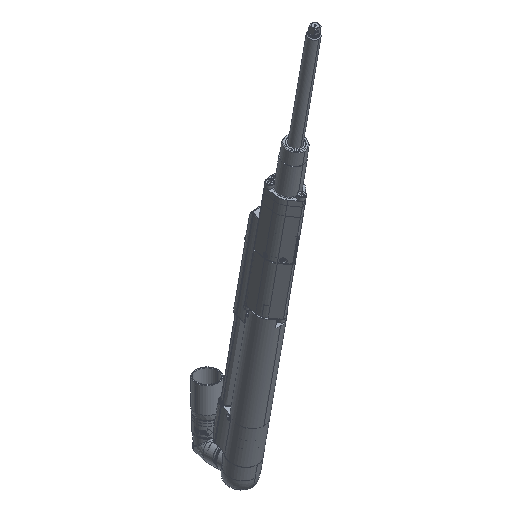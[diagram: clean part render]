
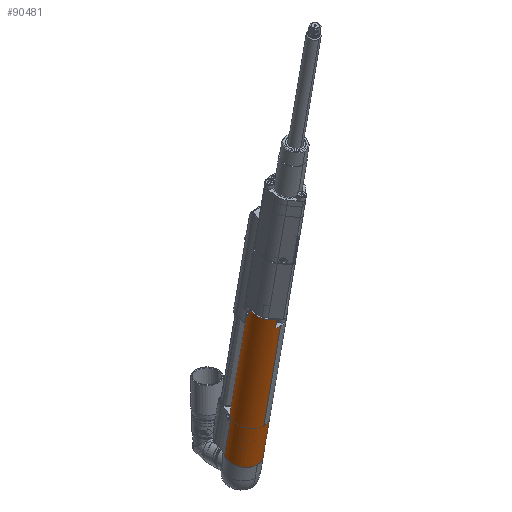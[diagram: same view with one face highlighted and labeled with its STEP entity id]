
A CAD part, isometric view. The second image highlights one B-rep face of the part: STEP entity #90481.
In plain terms, the highlighted cylindrical face has radius 21 mm (diameter 42 mm), a partial arc.
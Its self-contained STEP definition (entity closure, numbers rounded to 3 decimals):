
#59969=DIRECTION('',(0.,0.,1.));
#59970=VECTOR('',#59969,13.);
#59971=CARTESIAN_POINT('',(-8.944,19.,0.));
#59972=LINE('',#59971,#59970);
#59973=CARTESIAN_POINT('',(0.,0.,13.));
#59974=DIRECTION('',(0.,0.,1.));
#59975=DIRECTION('',(-0.905,0.426,0.));
#59976=AXIS2_PLACEMENT_3D('',#59973,#59974,#59975);
#59978=CARTESIAN_POINT('',(18.418,10.088,-198.5));
#59979=CARTESIAN_POINT('',(18.73,9.52,
-198.675));
#59980=CARTESIAN_POINT('',(19.277,8.395,
-199.01));
#59981=CARTESIAN_POINT('',(19.896,6.791,
-199.379));
#59982=CARTESIAN_POINT('',(20.216,5.71,-199.5));
#59983=CARTESIAN_POINT('',(20.352,5.175,-199.5));
#59985=CARTESIAN_POINT('',(0.,0.,-199.5));
#59986=DIRECTION('',(0.,0.,-1.));
#59987=DIRECTION('',(0.969,0.246,0.));
#59988=AXIS2_PLACEMENT_3D('',#59985,#59986,#59987);
#59990=CARTESIAN_POINT('',(-20.352,5.175,-199.5));
#59991=CARTESIAN_POINT('',(-20.214,5.719,-199.5));
#59992=CARTESIAN_POINT('',(-19.89,6.813,
-199.376));
#59993=CARTESIAN_POINT('',(-19.25,8.457,
-198.993));
#59994=CARTESIAN_POINT('',(-18.716,9.545,
-198.667));
#59995=CARTESIAN_POINT('',(-18.418,10.088,-198.5));
#59997=DIRECTION('',(0.,0.,1.));
#59998=VECTOR('',#59997,54.);
#59999=CARTESIAN_POINT('',(-18.418,10.088,-198.5));
#60000=LINE('',#59999,#59998);
#60001=CARTESIAN_POINT('',(0.,0.,-144.5));
#60002=DIRECTION('',(0.,0.,1.));
#60003=DIRECTION('',(0.,1.,0.));
#60004=AXIS2_PLACEMENT_3D('',#60001,#60002,#60003);
#60040=CARTESIAN_POINT('',(0.,0.,0.));
#60041=DIRECTION('',(0.,0.,-1.));
#60042=DIRECTION('',(-0.426,0.905,0.));
#60043=AXIS2_PLACEMENT_3D('',#60040,#60041,#60042);
#60065=CARTESIAN_POINT('',(0.,0.,0.));
#60066=DIRECTION('',(0.,0.,-1.));
#60067=DIRECTION('',(-0.889,0.459,0.));
#60068=AXIS2_PLACEMENT_3D('',#60065,#60066,#60067);
#60080=CARTESIAN_POINT('',(0.,0.,0.));
#60081=DIRECTION('',(0.,0.,-1.));
#60082=DIRECTION('',(0.,-1.,0.));
#60083=AXIS2_PLACEMENT_3D('',#60080,#60081,#60082);
#74982=DIRECTION('',(0.,0.,-1.));
#74983=VECTOR('',#74982,1.5);
#74984=CARTESIAN_POINT('',(0.,21.,0.));
#74985=LINE('',#74984,#74983);
#74997=DIRECTION('',(0.,0.,-1.));
#74998=VECTOR('',#74997,138.);
#74999=CARTESIAN_POINT('',(0.,21.,-6.5));
#75000=LINE('',#74999,#74998);
#75006=CARTESIAN_POINT('',(0.,0.,-144.5));
#75007=DIRECTION('',(0.,0.,-1.));
#75008=DIRECTION('',(0.877,0.48,0.));
#75009=AXIS2_PLACEMENT_3D('',#75006,#75007,#75008);
#75011=DIRECTION('',(0.,0.,1.));
#75012=VECTOR('',#75011,144.5);
#75013=CARTESIAN_POINT('',(0.,-21.,-144.5));
#75014=LINE('',#75013,#75012);
#75797=CARTESIAN_POINT('',(0.,21.,-1.5));
#75798=CARTESIAN_POINT('',(-0.369,21.,-1.5));
#75799=CARTESIAN_POINT('',(-1.11,20.979,
-1.665));
#75800=CARTESIAN_POINT('',(-2.018,20.907,
-2.382));
#75801=CARTESIAN_POINT('',(-2.52,20.849,
-3.423));
#75802=CARTESIAN_POINT('',(-2.521,20.848,
-4.569));
#75803=CARTESIAN_POINT('',(-2.025,20.906,
-5.609));
#75804=CARTESIAN_POINT('',(-1.117,20.979,
-6.332));
#75805=CARTESIAN_POINT('',(-0.372,21.,-6.5));
#75806=CARTESIAN_POINT('',(0.,21.,-6.5));
#77054=DIRECTION('',(0.,0.,1.));
#77055=VECTOR('',#77054,54.);
#77056=CARTESIAN_POINT('',(18.418,10.088,-198.5));
#77057=LINE('',#77056,#77055);
#77185=DIRECTION('',(0.,0.,1.));
#77186=VECTOR('',#77185,13.);
#77187=CARTESIAN_POINT('',(-6.422,-19.994,0.));
#77188=LINE('',#77187,#77186);
#77217=CARTESIAN_POINT('',(0.,0.,13.));
#77218=DIRECTION('',(0.,0.,-1.));
#77219=DIRECTION('',(-0.306,-0.952,0.));
#77220=AXIS2_PLACEMENT_3D('',#77217,#77218,#77219);
#77387=CARTESIAN_POINT('',(0.,0.,13.));
#77388=DIRECTION('',(0.,0.,-1.));
#77389=DIRECTION('',(-0.905,0.426,0.));
#77390=AXIS2_PLACEMENT_3D('',#77387,#77388,#77389);
#77402=CARTESIAN_POINT('',(0.,0.,13.));
#77403=DIRECTION('',(0.,0.,-1.));
#77404=DIRECTION('',(-0.459,0.889,0.));
#77405=AXIS2_PLACEMENT_3D('',#77402,#77403,#77404);
#77533=DIRECTION('',(0.,0.,1.));
#77534=VECTOR('',#77533,13.);
#77535=CARTESIAN_POINT('',(-9.63,18.662,0.));
#77536=LINE('',#77535,#77534);
#77537=DIRECTION('',(0.,0.,-1.));
#77538=VECTOR('',#77537,13.);
#77539=CARTESIAN_POINT('',(-18.662,9.63,13.));
#77540=LINE('',#77539,#77538);
#84462=VERTEX_POINT('',#75797);
#84463=VERTEX_POINT('',#75806);
#84464=CARTESIAN_POINT('',(0.,21.,0.));
#84465=VERTEX_POINT('',#84464);
#84675=CARTESIAN_POINT('',(-18.418,10.088,-198.5));
#84677=VERTEX_POINT('',#84675);
#84693=CARTESIAN_POINT('',(-20.352,5.175,-199.5));
#84694=VERTEX_POINT('',#84693);
#84695=CARTESIAN_POINT('',(20.352,5.175,-199.5));
#84697=VERTEX_POINT('',#84695);
#84739=VERTEX_POINT('',#59978);
#88148=CARTESIAN_POINT('',(-6.422,-19.994,13.));
#88149=CARTESIAN_POINT('',(-7.11,-19.76,13.));
#88150=VERTEX_POINT('',#88148);
#88151=VERTEX_POINT('',#88149);
#88152=CARTESIAN_POINT('',(-19.,8.944,13.));
#88153=CARTESIAN_POINT('',(-18.662,9.63,13.));
#88154=VERTEX_POINT('',#88152);
#88155=VERTEX_POINT('',#88153);
#88156=CARTESIAN_POINT('',(-9.63,18.662,13.));
#88157=CARTESIAN_POINT('',(-8.944,19.,13.));
#88158=VERTEX_POINT('',#88156);
#88159=VERTEX_POINT('',#88157);
#89253=CARTESIAN_POINT('',(0.,21.,-144.5));
#89254=CARTESIAN_POINT('',(-18.418,10.088,-144.5));
#89255=VERTEX_POINT('',#89253);
#89256=VERTEX_POINT('',#89254);
#89257=CARTESIAN_POINT('',(18.418,10.088,-144.5));
#89258=CARTESIAN_POINT('',(0.,-21.,-144.5));
#89259=VERTEX_POINT('',#89257);
#89260=VERTEX_POINT('',#89258);
#89269=CARTESIAN_POINT('',(0.,-21.,0.));
#89270=VERTEX_POINT('',#89269);
#89322=CARTESIAN_POINT('',(-8.944,19.,0.));
#89324=VERTEX_POINT('',#89322);
#89329=CARTESIAN_POINT('',(-9.63,18.662,0.));
#89330=CARTESIAN_POINT('',(-18.662,9.63,0.));
#89331=VERTEX_POINT('',#89329);
#89332=VERTEX_POINT('',#89330);
#89333=CARTESIAN_POINT('',(-6.422,-19.994,0.));
#89335=VERTEX_POINT('',#89333);
#90432=CARTESIAN_POINT('',(0.,0.,-147.39));
#90433=DIRECTION('',(0.,0.,1.));
#90434=DIRECTION('',(0.,1.,0.));
#90435=AXIS2_PLACEMENT_3D('',#90432,#90433,#90434);
#90436=CYLINDRICAL_SURFACE('',#90435,21.);
#90438=ORIENTED_EDGE('',*,*,#90437,.F.);
#90440=ORIENTED_EDGE('',*,*,#90439,.T.);
#90442=ORIENTED_EDGE('',*,*,#90441,.F.);
#90444=ORIENTED_EDGE('',*,*,#90443,.F.);
#90446=ORIENTED_EDGE('',*,*,#90445,.F.);
#90448=ORIENTED_EDGE('',*,*,#90447,.F.);
#90450=ORIENTED_EDGE('',*,*,#90449,.F.);
#90452=ORIENTED_EDGE('',*,*,#90451,.T.);
#90454=ORIENTED_EDGE('',*,*,#90453,.F.);
#90456=ORIENTED_EDGE('',*,*,#90455,.F.);
#90458=ORIENTED_EDGE('',*,*,#90457,.F.);
#90460=ORIENTED_EDGE('',*,*,#90459,.F.);
#90462=ORIENTED_EDGE('',*,*,#90461,.F.);
#90464=ORIENTED_EDGE('',*,*,#90463,.F.);
#90465=ORIENTED_EDGE('',*,*,#90417,.T.);
#90466=ORIENTED_EDGE('',*,*,#90013,.T.);
#90468=ORIENTED_EDGE('',*,*,#90467,.T.);
#90470=ORIENTED_EDGE('',*,*,#90469,.T.);
#90472=ORIENTED_EDGE('',*,*,#90471,.F.);
#90474=ORIENTED_EDGE('',*,*,#90473,.F.);
#90476=ORIENTED_EDGE('',*,*,#90475,.F.);
#90478=ORIENTED_EDGE('',*,*,#90477,.F.);
#90479=EDGE_LOOP('',(#90438,#90440,#90442,#90444,#90446,#90448,#90450,#90452,
#90454,#90456,#90458,#90460,#90462,#90464,#90465,#90466,#90468,#90470,#90472,
#90474,#90476,#90478));
#90480=FACE_OUTER_BOUND('',#90479,.F.);
#59977=CIRCLE('',#59976,21.);
#59984=B_SPLINE_CURVE_WITH_KNOTS('',3,(#59978,#59979,#59980,#59981,#59982,
#59983),.UNSPECIFIED.,.F.,.F.,(4,1,1,4),(0.,0.333,
0.667,1.),.UNSPECIFIED.);
#59989=CIRCLE('',#59988,21.);
#59996=B_SPLINE_CURVE_WITH_KNOTS('',3,(#59990,#59991,#59992,#59993,#59994,
#59995),.UNSPECIFIED.,.F.,.F.,(4,1,1,4),(0.,0.333,
0.667,1.),.UNSPECIFIED.);
#60005=CIRCLE('',#60004,21.);
#60044=CIRCLE('',#60043,21.);
#60069=CIRCLE('',#60068,21.);
#60084=CIRCLE('',#60083,21.);
#75010=CIRCLE('',#75009,21.);
#75807=B_SPLINE_CURVE_WITH_KNOTS('',3,(#75797,#75798,#75799,#75800,#75801,
#75802,#75803,#75804,#75805,#75806),.UNSPECIFIED.,.F.,.F.,(4,1,1,1,1,1,1,4),(
0.,0.143,0.286,0.429,0.571,
0.714,0.857,1.),.UNSPECIFIED.);
#77221=CIRCLE('',#77220,21.);
#77391=CIRCLE('',#77390,21.);
#77406=CIRCLE('',#77405,21.);
#90013=EDGE_CURVE('',#84697,#84694,#59989,.T.);
#90417=EDGE_CURVE('',#84739,#84697,#59984,.T.);
#90437=EDGE_CURVE('',#89324,#84465,#60044,.T.);
#90439=EDGE_CURVE('',#89324,#88159,#59972,.T.);
#90441=EDGE_CURVE('',#88158,#88159,#77406,.T.);
#90443=EDGE_CURVE('',#89331,#88158,#77536,.T.);
#90445=EDGE_CURVE('',#89332,#89331,#60069,.T.);
#90447=EDGE_CURVE('',#88155,#89332,#77540,.T.);
#90449=EDGE_CURVE('',#88154,#88155,#77391,.T.);
#90451=EDGE_CURVE('',#88154,#88151,#59977,.T.);
#90453=EDGE_CURVE('',#88150,#88151,#77221,.T.);
#90455=EDGE_CURVE('',#89335,#88150,#77188,.T.);
#90457=EDGE_CURVE('',#89270,#89335,#60084,.T.);
#90459=EDGE_CURVE('',#89260,#89270,#75014,.T.);
#90461=EDGE_CURVE('',#89259,#89260,#75010,.T.);
#90463=EDGE_CURVE('',#84739,#89259,#77057,.T.);
#90467=EDGE_CURVE('',#84694,#84677,#59996,.T.);
#90469=EDGE_CURVE('',#84677,#89256,#60000,.T.);
#90471=EDGE_CURVE('',#89255,#89256,#60005,.T.);
#90473=EDGE_CURVE('',#84463,#89255,#75000,.T.);
#90475=EDGE_CURVE('',#84462,#84463,#75807,.T.);
#90477=EDGE_CURVE('',#84465,#84462,#74985,.T.);
#90481=ADVANCED_FACE('',(#90480),#90436,.T.);
